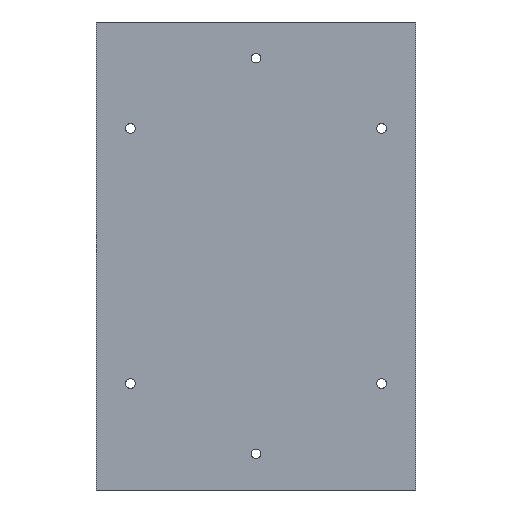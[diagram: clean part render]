
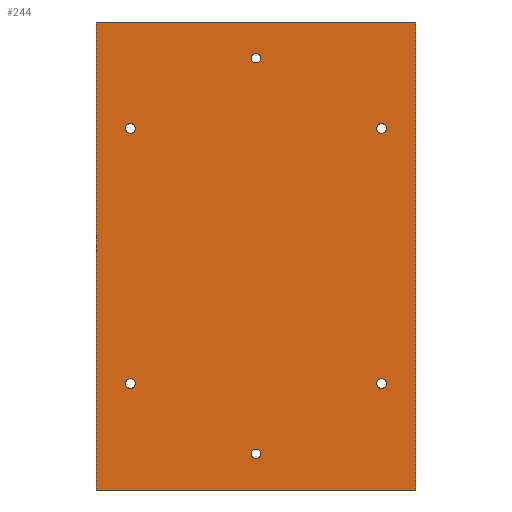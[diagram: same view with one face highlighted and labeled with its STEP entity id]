
A CAD part, front view. The second image highlights one B-rep face of the part: STEP entity #244.
In plain terms, the highlighted planar face has unit normal (0, -1, 0).
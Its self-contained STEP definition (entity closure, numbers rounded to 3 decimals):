
#21=FACE_BOUND('',#63,.T.);
#22=FACE_BOUND('',#64,.T.);
#23=FACE_BOUND('',#65,.T.);
#24=FACE_BOUND('',#66,.T.);
#25=FACE_BOUND('',#67,.T.);
#26=FACE_BOUND('',#68,.T.);
#32=PLANE('',#291);
#44=FACE_OUTER_BOUND('',#62,.T.);
#62=EDGE_LOOP('',(#217,#218,#219,#220));
#63=EDGE_LOOP('',(#221));
#64=EDGE_LOOP('',(#222));
#65=EDGE_LOOP('',(#223));
#66=EDGE_LOOP('',(#224));
#67=EDGE_LOOP('',(#225));
#68=EDGE_LOOP('',(#226));
#75=LINE('',#400,#93);
#79=LINE('',#408,#97);
#82=LINE('',#414,#100);
#85=LINE('',#419,#103);
#93=VECTOR('',#338,10.);
#97=VECTOR('',#344,10.);
#100=VECTOR('',#349,10.);
#103=VECTOR('',#354,10.);
#106=CIRCLE('',#270,2.25);
#108=CIRCLE('',#273,2.25);
#110=CIRCLE('',#276,2.25);
#112=CIRCLE('',#279,2.25);
#114=CIRCLE('',#282,2.25);
#116=CIRCLE('',#285,2.25);
#118=VERTEX_POINT('',#364);
#120=VERTEX_POINT('',#370);
#122=VERTEX_POINT('',#376);
#124=VERTEX_POINT('',#382);
#126=VERTEX_POINT('',#388);
#128=VERTEX_POINT('',#394);
#129=VERTEX_POINT('',#398);
#130=VERTEX_POINT('',#399);
#133=VERTEX_POINT('',#407);
#135=VERTEX_POINT('',#413);
#139=EDGE_CURVE('',#118,#118,#106,.T.);
#142=EDGE_CURVE('',#120,#120,#108,.T.);
#145=EDGE_CURVE('',#122,#122,#110,.T.);
#148=EDGE_CURVE('',#124,#124,#112,.T.);
#151=EDGE_CURVE('',#126,#126,#114,.T.);
#154=EDGE_CURVE('',#128,#128,#116,.T.);
#155=EDGE_CURVE('',#129,#130,#75,.T.);
#159=EDGE_CURVE('',#133,#129,#79,.T.);
#162=EDGE_CURVE('',#135,#133,#82,.T.);
#165=EDGE_CURVE('',#130,#135,#85,.T.);
#217=ORIENTED_EDGE('',*,*,#165,.F.);
#218=ORIENTED_EDGE('',*,*,#155,.F.);
#219=ORIENTED_EDGE('',*,*,#159,.F.);
#220=ORIENTED_EDGE('',*,*,#162,.F.);
#221=ORIENTED_EDGE('',*,*,#139,.T.);
#222=ORIENTED_EDGE('',*,*,#142,.T.);
#223=ORIENTED_EDGE('',*,*,#145,.T.);
#224=ORIENTED_EDGE('',*,*,#148,.T.);
#225=ORIENTED_EDGE('',*,*,#151,.T.);
#226=ORIENTED_EDGE('',*,*,#154,.T.);
#244=ADVANCED_FACE('',(#44,#21,#22,#23,#24,#25,#26),#32,.F.);
#270=AXIS2_PLACEMENT_3D('',#366,#299,#300);
#273=AXIS2_PLACEMENT_3D('',#372,#306,#307);
#276=AXIS2_PLACEMENT_3D('',#378,#313,#314);
#279=AXIS2_PLACEMENT_3D('',#384,#320,#321);
#282=AXIS2_PLACEMENT_3D('',#390,#327,#328);
#285=AXIS2_PLACEMENT_3D('',#396,#334,#335);
#291=AXIS2_PLACEMENT_3D('',#422,#358,#359);
#299=DIRECTION('center_axis',(0.,1.,0.));
#300=DIRECTION('ref_axis',(1.,0.,0.));
#306=DIRECTION('center_axis',(0.,1.,0.));
#307=DIRECTION('ref_axis',(1.,0.,0.));
#313=DIRECTION('center_axis',(0.,1.,0.));
#314=DIRECTION('ref_axis',(1.,0.,0.));
#320=DIRECTION('center_axis',(0.,1.,0.));
#321=DIRECTION('ref_axis',(1.,0.,0.));
#327=DIRECTION('center_axis',(0.,1.,0.));
#328=DIRECTION('ref_axis',(1.,0.,0.));
#334=DIRECTION('center_axis',(0.,1.,0.));
#335=DIRECTION('ref_axis',(1.,0.,0.));
#338=DIRECTION('',(0.,0.,1.));
#344=DIRECTION('',(-1.,0.,0.));
#349=DIRECTION('',(0.,0.,-1.));
#354=DIRECTION('',(1.,0.,0.));
#358=DIRECTION('center_axis',(0.,1.,0.));
#359=DIRECTION('ref_axis',(0.,0.,1.));
#364=CARTESIAN_POINT('',(-2.25,0.,-93.));
#366=CARTESIAN_POINT('Origin',(0.,0.,-93.));
#370=CARTESIAN_POINT('',(56.75,0.,60.));
#372=CARTESIAN_POINT('Origin',(59.,0.,60.));
#376=CARTESIAN_POINT('',(56.75,0.,-60.));
#378=CARTESIAN_POINT('Origin',(59.,0.,-60.));
#382=CARTESIAN_POINT('',(-2.25,0.,93.));
#384=CARTESIAN_POINT('Origin',(0.,0.,93.));
#388=CARTESIAN_POINT('',(-61.25,0.,60.));
#390=CARTESIAN_POINT('Origin',(-59.,0.,60.));
#394=CARTESIAN_POINT('',(-61.25,0.,-60.));
#396=CARTESIAN_POINT('Origin',(-59.,0.,-60.));
#398=CARTESIAN_POINT('',(-75.,0.,-110.));
#399=CARTESIAN_POINT('',(-75.,0.,110.));
#400=CARTESIAN_POINT('',(-75.,0.,-110.));
#407=CARTESIAN_POINT('',(75.,0.,-110.));
#408=CARTESIAN_POINT('',(75.,0.,-110.));
#413=CARTESIAN_POINT('',(75.,0.,110.));
#414=CARTESIAN_POINT('',(75.,0.,110.));
#419=CARTESIAN_POINT('',(-75.,0.,110.));
#422=CARTESIAN_POINT('Origin',(0.,0.,0.));
